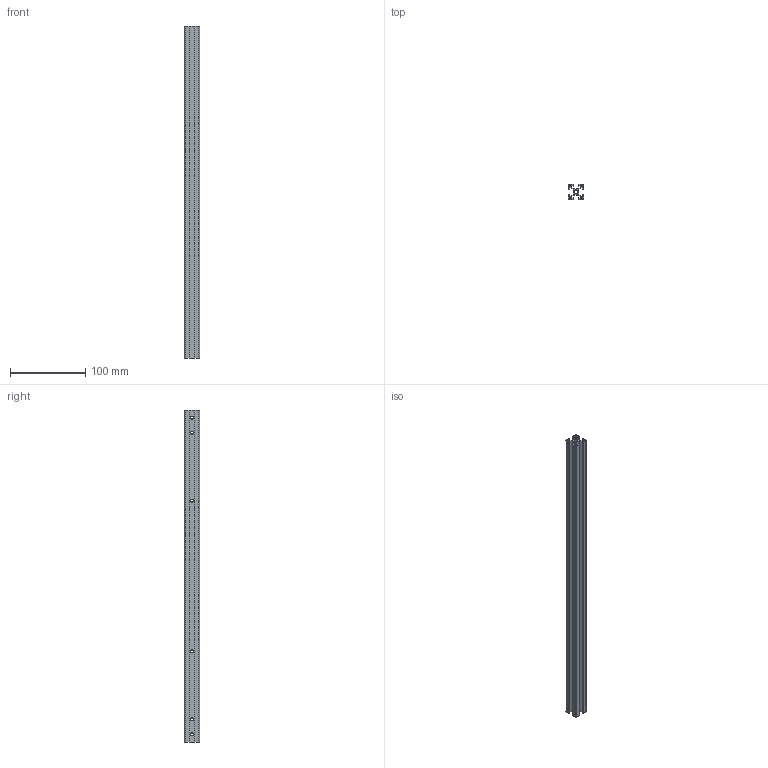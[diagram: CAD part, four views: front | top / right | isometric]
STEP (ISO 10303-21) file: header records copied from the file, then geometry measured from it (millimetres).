
FILE_DESCRIPTION (( 'STEP AP214' ), '1' );
FILE_NAME ('2020欧标铝型材_长440_上底座调平横梁.STEP', '2023-07-18T05:28:27', ( '' ), ( '' ), 'SwSTEP 2.0', 'SolidWorks 2022', '' );
FILE_SCHEMA (( 'AUTOMOTIVE_DESIGN' ));
Length unit declared in the file: millimetre
Products named in the file (1): 2020欧标铝型材_长440_上底座调平横梁
Bounding box: 20 x 20 x 440 mm (x, y, z)
Volume: 56918.4 mm3; surface area: 91401.3 mm2
Topology: 1 solids, 1 shells, 108 faces, 330 edges, 212 vertices
Faces by surface type: plane 62, cylinder 46
Entity records: 5240 total; most frequent: CARTESIAN_POINT 1395, ORIENTED_EDGE 660, DIRECTION 592, EDGE_CURVE 330, LINE 238, VECTOR 238, VERTEX_POINT 212, AXIS2_PLACEMENT_3D 177
